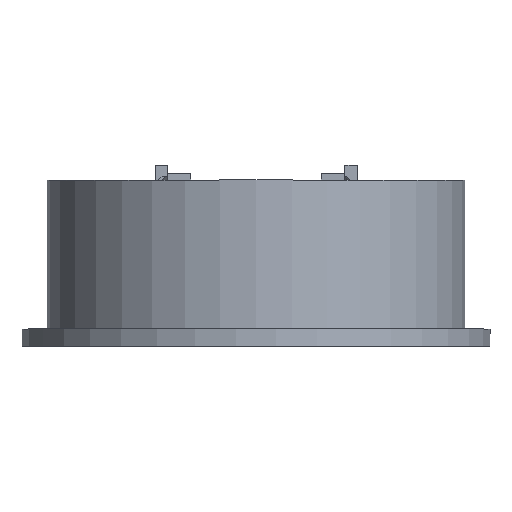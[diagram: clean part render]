
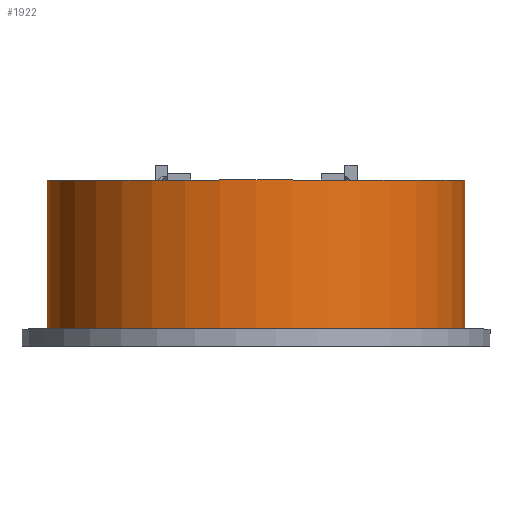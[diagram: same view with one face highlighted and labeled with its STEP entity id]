
A CAD part, top view. The second image highlights one B-rep face of the part: STEP entity #1922.
In plain terms, the highlighted cylindrical face has radius 120 mm (diameter 240 mm), a partial arc.
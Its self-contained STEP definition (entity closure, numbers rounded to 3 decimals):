
#79=CYLINDRICAL_SURFACE('',#2094,120.);
#154=CIRCLE('',#2095,120.);
#155=CIRCLE('',#2096,120.);
#234=FACE_OUTER_BOUND('',#357,.T.);
#357=EDGE_LOOP('',(#1412,#1413,#1414,#1415));
#539=LINE('',#3062,#708);
#543=LINE('',#3080,#712);
#708=VECTOR('',#2427,10.);
#712=VECTOR('',#2443,10.);
#897=VERTEX_POINT('',#3059);
#898=VERTEX_POINT('',#3061);
#905=VERTEX_POINT('',#3077);
#906=VERTEX_POINT('',#3079);
#1098=EDGE_CURVE('',#897,#898,#539,.T.);
#1106=EDGE_CURVE('',#897,#905,#154,.T.);
#1107=EDGE_CURVE('',#906,#905,#543,.T.);
#1108=EDGE_CURVE('',#898,#906,#155,.T.);
#1412=ORIENTED_EDGE('',*,*,#1098,.F.);
#1413=ORIENTED_EDGE('',*,*,#1106,.T.);
#1414=ORIENTED_EDGE('',*,*,#1107,.F.);
#1415=ORIENTED_EDGE('',*,*,#1108,.F.);
#1922=ADVANCED_FACE('',(#234),#79,.T.);
#2094=AXIS2_PLACEMENT_3D('',#3076,#2439,#2440);
#2095=AXIS2_PLACEMENT_3D('',#3078,#2441,#2442);
#2096=AXIS2_PLACEMENT_3D('',#3081,#2444,#2445);
#2427=DIRECTION('',(0.,1.,0.));
#2439=DIRECTION('center_axis',(0.,1.,0.));
#2440=DIRECTION('ref_axis',(0.,0.,1.));
#2441=DIRECTION('center_axis',(0.,1.,0.));
#2442=DIRECTION('ref_axis',(-1.,0.,0.));
#2443=DIRECTION('',(0.,-1.,0.));
#2444=DIRECTION('center_axis',(0.,1.,0.));
#2445=DIRECTION('ref_axis',(1.,0.,0.));
#3059=CARTESIAN_POINT('',(120.596,58.609,-298.671));
#3061=CARTESIAN_POINT('',(120.596,144.109,-298.671));
#3062=CARTESIAN_POINT('',(120.596,53.609,-298.671));
#3076=CARTESIAN_POINT('Origin',(180.596,53.609,-194.748));
#3077=CARTESIAN_POINT('',(240.596,58.609,-298.671));
#3078=CARTESIAN_POINT('Origin',(180.596,58.609,-194.748));
#3079=CARTESIAN_POINT('',(240.596,144.109,-298.671));
#3080=CARTESIAN_POINT('',(240.596,53.609,-298.671));
#3081=CARTESIAN_POINT('Origin',(180.596,144.109,-194.748));
